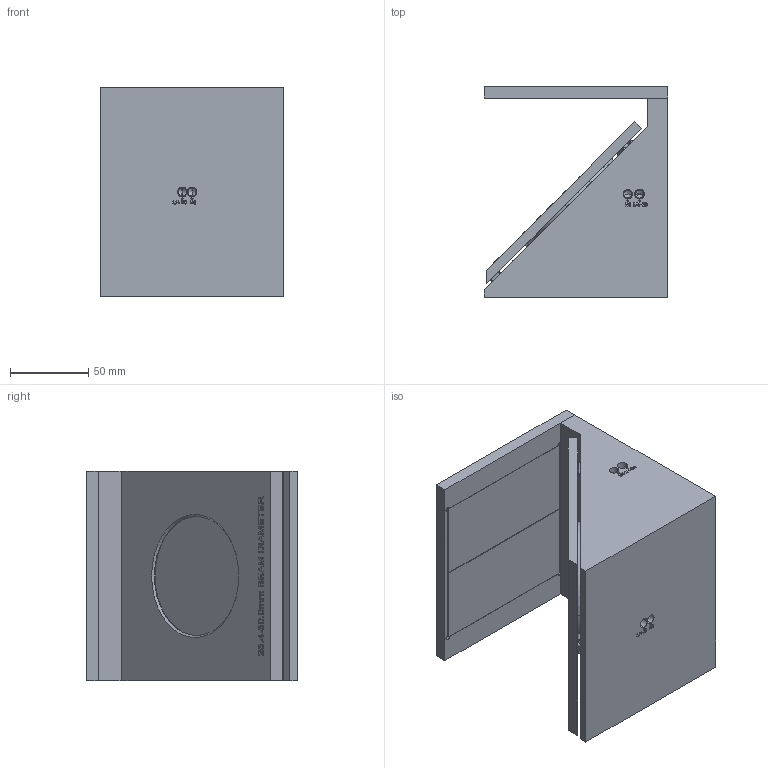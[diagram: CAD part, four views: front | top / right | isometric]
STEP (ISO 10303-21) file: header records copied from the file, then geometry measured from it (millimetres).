
FILE_DESCRIPTION (( 'STEP AP203' ), '1' );
FILE_NAME ('16652-E0W.STEP', '2019-01-21T21:21:59', ( '' ), ( '' ), 'SwSTEP 2.0', 'SolidWorks 2018', '' );
FILE_SCHEMA (( 'CONFIG_CONTROL_DESIGN' ));
Length unit declared in the file: inch
Products named in the file (1): 16652-E0W
Bounding box: 116.84 x 134.62 x 133.35 mm (x, y, z)
Volume: 877496.9 mm3; surface area: 176153.9 mm2
Topology: 21 solids, 21 shells, 1368 faces, 3572 edges, 2345 vertices
Faces by surface type: plane 615, bspline 244, cylinder 243, cone 214, torus 40, sphere 12
Entity records: 56145 total; most frequent: CARTESIAN_POINT 24713, ORIENTED_EDGE 7076, DIRECTION 5378, EDGE_CURVE 3538, VERTEX_POINT 2339, LINE 2092, VECTOR 2092, AXIS2_PLACEMENT_3D 1643
